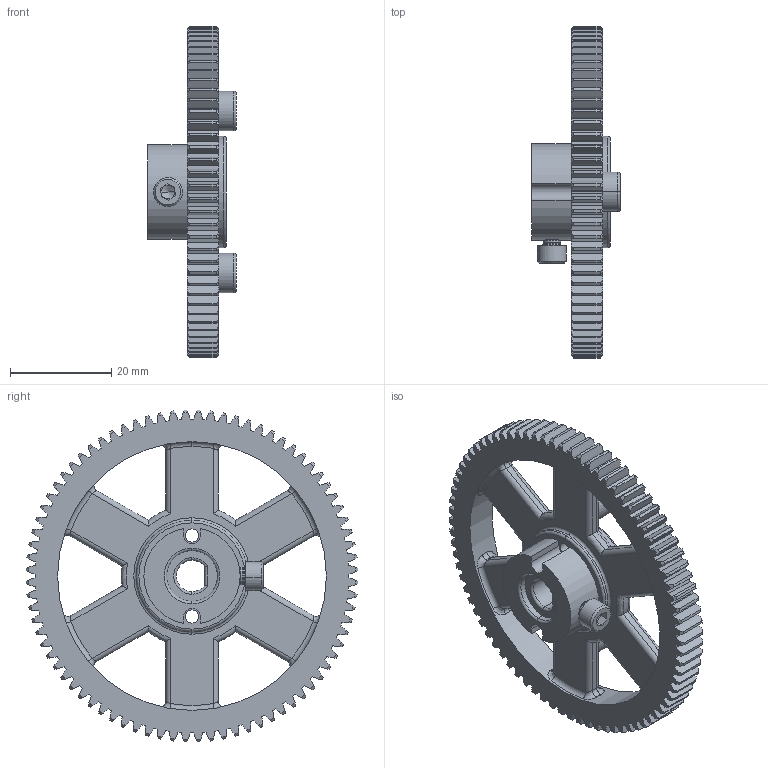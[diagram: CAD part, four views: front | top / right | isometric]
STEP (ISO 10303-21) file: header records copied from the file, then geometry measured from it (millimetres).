
FILE_DESCRIPTION (( 'STEP AP214' ), '1' );
FILE_NAME ('40224_TXP-80 Tooth Plastic Gear with Beam Attach.STEP', '2017-03-28T20:17:50', ( '' ), ( '' ), 'SwSTEP 2.0', 'SolidWorks 2016', '' );
FILE_SCHEMA (( 'AUTOMOTIVE_DESIGN' ));
Length unit declared in the file: millimetre
Products named in the file (2): 40224_TXP-80 Tooth Plastic Gear with Beam Attach
Bounding box: 17.5 x 65.57 x 65.57 mm (x, y, z)
Volume: 14185.7 mm3; surface area: 10064 mm2
Topology: 2 solids, 2 shells, 764 faces, 2088 edges, 1329 vertices
Faces by surface type: cylinder 427, cone 214, torus 54, plane 43, bspline 26
Entity records: 35011 total; most frequent: CARTESIAN_POINT 7088, DIRECTION 4284, ORIENTED_EDGE 4172, EDGE_CURVE 2086, AXIS2_PLACEMENT_3D 1860, VERTEX_POINT 1329, CIRCLE 1120, EDGE_LOOP 787
